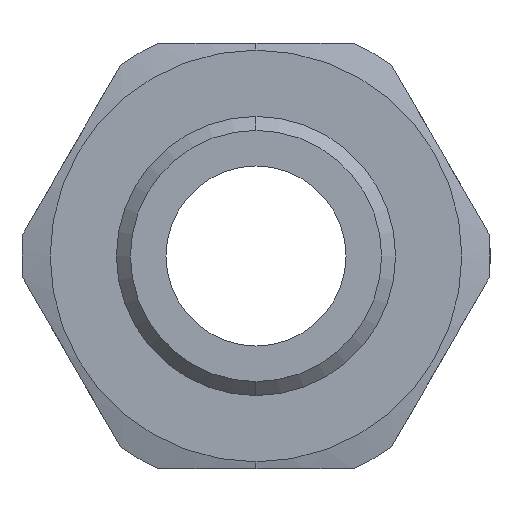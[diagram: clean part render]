
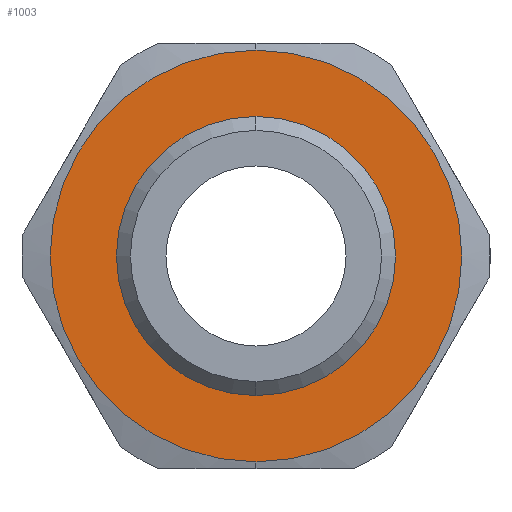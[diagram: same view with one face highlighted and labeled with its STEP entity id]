
A CAD part, left-side view. The second image highlights one B-rep face of the part: STEP entity #1003.
In plain terms, the highlighted planar face has unit normal (-1, 0, 0).
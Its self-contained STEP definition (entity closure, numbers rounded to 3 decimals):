
#12 = EDGE_CURVE ( 'NONE', #3199, #2696, #2056, .T. ) ;
#34 = ORIENTED_EDGE ( 'NONE', *, *, #2280, .F. ) ;
#57 = CARTESIAN_POINT ( 'NONE',  ( 15., 0., 14.75 ) ) ;
#135 = EDGE_CURVE ( 'NONE', #465, #471, #2565, .T. ) ;
#140 = EDGE_LOOP ( 'NONE', ( #34, #2700 ) ) ;
#209 = CIRCLE ( 'NONE', #2644, 14.75 ) ;
#331 = CARTESIAN_POINT ( 'NONE',  ( 15., 10., 0. ) ) ;
#341 = EDGE_CURVE ( 'NONE', #2696, #3199, #209, .T. ) ;
#393 = ORIENTED_EDGE ( 'NONE', *, *, #12, .T. ) ;
#457 = CARTESIAN_POINT ( 'NONE',  ( 15., 0., 0. ) ) ;
#465 = VERTEX_POINT ( 'NONE', #2410 ) ;
#471 = VERTEX_POINT ( 'NONE', #627 ) ;
#514 = ORIENTED_EDGE ( 'NONE', *, *, #341, .T. ) ;
#627 = CARTESIAN_POINT ( 'NONE',  ( 15., 0., -10. ) ) ;
#834 = PLANE ( 'NONE',  #1530 ) ;
#905 = DIRECTION ( 'NONE',  ( -1., 0., 0. ) ) ;
#935 = DIRECTION ( 'NONE',  ( 0., 0., 1. ) ) ;
#1003 = ADVANCED_FACE ( 'NONE', ( #1968, #1207 ), #834, .F. ) ;
#1006 = DIRECTION ( 'NONE',  ( 0., 0., 1. ) ) ;
#1173 = CARTESIAN_POINT ( 'NONE',  ( 15., 0., 0. ) ) ;
#1207 = FACE_OUTER_BOUND ( 'NONE', #1641, .T. ) ;
#1215 = DIRECTION ( 'NONE',  ( 0., 0., 1. ) ) ;
#1334 = DIRECTION ( 'NONE',  ( -1., 0., 0. ) ) ;
#1530 = AXIS2_PLACEMENT_3D ( 'NONE', #331, #2611, #2380 ) ;
#1641 = EDGE_LOOP ( 'NONE', ( #393, #514 ) ) ;
#1645 = CIRCLE ( 'NONE', #1724, 10. ) ;
#1724 = AXIS2_PLACEMENT_3D ( 'NONE', #2462, #905, #1215 ) ;
#1968 = FACE_BOUND ( 'NONE', #140, .T. ) ;
#2056 = CIRCLE ( 'NONE', #3001, 14.75 ) ;
#2143 = CARTESIAN_POINT ( 'NONE',  ( 15., 0., 0. ) ) ;
#2192 = DIRECTION ( 'NONE',  ( -1., 0., 0. ) ) ;
#2280 = EDGE_CURVE ( 'NONE', #471, #465, #1645, .T. ) ;
#2299 = CARTESIAN_POINT ( 'NONE',  ( 15., 0., -14.75 ) ) ;
#2380 = DIRECTION ( 'NONE',  ( 0., 0., -1. ) ) ;
#2410 = CARTESIAN_POINT ( 'NONE',  ( 15., 0., 10. ) ) ;
#2462 = CARTESIAN_POINT ( 'NONE',  ( 15., 0., 0. ) ) ;
#2565 = CIRCLE ( 'NONE', #2973, 10. ) ;
#2611 = DIRECTION ( 'NONE',  ( 1., 0., 0. ) ) ;
#2644 = AXIS2_PLACEMENT_3D ( 'NONE', #2143, #1334, #3106 ) ;
#2696 = VERTEX_POINT ( 'NONE', #57 ) ;
#2700 = ORIENTED_EDGE ( 'NONE', *, *, #135, .F. ) ;
#2785 = DIRECTION ( 'NONE',  ( -1., 0., 0. ) ) ;
#2973 = AXIS2_PLACEMENT_3D ( 'NONE', #457, #2785, #1006 ) ;
#3001 = AXIS2_PLACEMENT_3D ( 'NONE', #1173, #2192, #935 ) ;
#3106 = DIRECTION ( 'NONE',  ( 0., 0., 1. ) ) ;
#3199 = VERTEX_POINT ( 'NONE', #2299 ) ;
